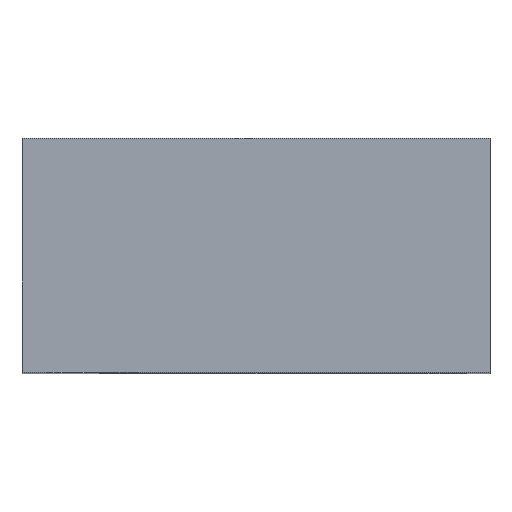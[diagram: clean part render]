
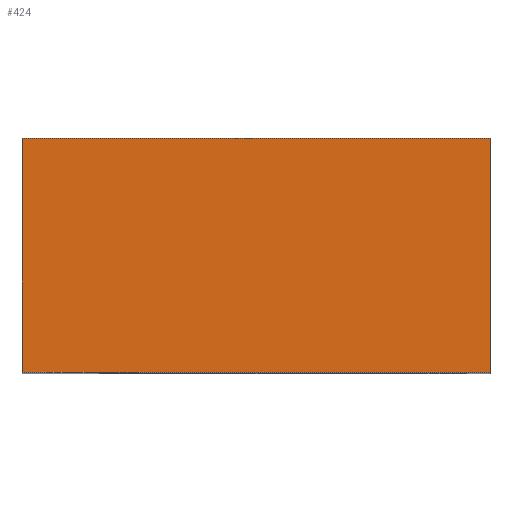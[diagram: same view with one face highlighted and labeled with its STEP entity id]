
A CAD part, top view. The second image highlights one B-rep face of the part: STEP entity #424.
In plain terms, the highlighted planar face has unit normal (0, 0, 1).
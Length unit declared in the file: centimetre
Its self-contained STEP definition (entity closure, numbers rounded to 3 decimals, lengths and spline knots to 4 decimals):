
#50=LINE('',#652,#98);
#53=LINE('',#658,#101);
#54=LINE('',#660,#102);
#55=LINE('',#661,#103);
#98=VECTOR('',#533,2.);
#101=VECTOR('',#538,1.);
#102=VECTOR('',#539,2.);
#103=VECTOR('',#540,1.);
#125=PLANE('',#453);
#158=FACE_OUTER_BOUND('',#187,.T.);
#187=EDGE_LOOP('',(#364,#365,#366,#367));
#235=VERTEX_POINT('',#649);
#236=VERTEX_POINT('',#651);
#238=VERTEX_POINT('',#657);
#239=VERTEX_POINT('',#659);
#282=EDGE_CURVE('',#235,#236,#50,.T.);
#285=EDGE_CURVE('',#238,#235,#53,.T.);
#286=EDGE_CURVE('',#238,#239,#54,.T.);
#287=EDGE_CURVE('',#239,#236,#55,.T.);
#364=ORIENTED_EDGE('',*,*,#285,.F.);
#365=ORIENTED_EDGE('',*,*,#286,.T.);
#366=ORIENTED_EDGE('',*,*,#287,.T.);
#367=ORIENTED_EDGE('',*,*,#282,.F.);
#424=ADVANCED_FACE('',(#158),#125,.T.);
#453=AXIS2_PLACEMENT_3D('',#656,#536,#537);
#533=DIRECTION('',(-1.,0.,0.));
#536=DIRECTION('center_axis',(0.,0.,1.));
#537=DIRECTION('ref_axis',(1.,0.,0.));
#538=DIRECTION('',(0.,-1.,0.));
#539=DIRECTION('',(-1.,0.,0.));
#540=DIRECTION('',(0.,-1.,0.));
#649=CARTESIAN_POINT('',(1.,-0.1,1.5));
#651=CARTESIAN_POINT('',(-1.,-0.1,1.5));
#652=CARTESIAN_POINT('',(1.,-0.1,1.5));
#656=CARTESIAN_POINT('Origin',(-1.,0.,1.5));
#657=CARTESIAN_POINT('',(1.,0.9,1.5));
#658=CARTESIAN_POINT('',(1.,0.,1.5));
#659=CARTESIAN_POINT('',(-1.,0.9,1.5));
#660=CARTESIAN_POINT('',(1.,0.9,1.5));
#661=CARTESIAN_POINT('',(-1.,0.,1.5));
